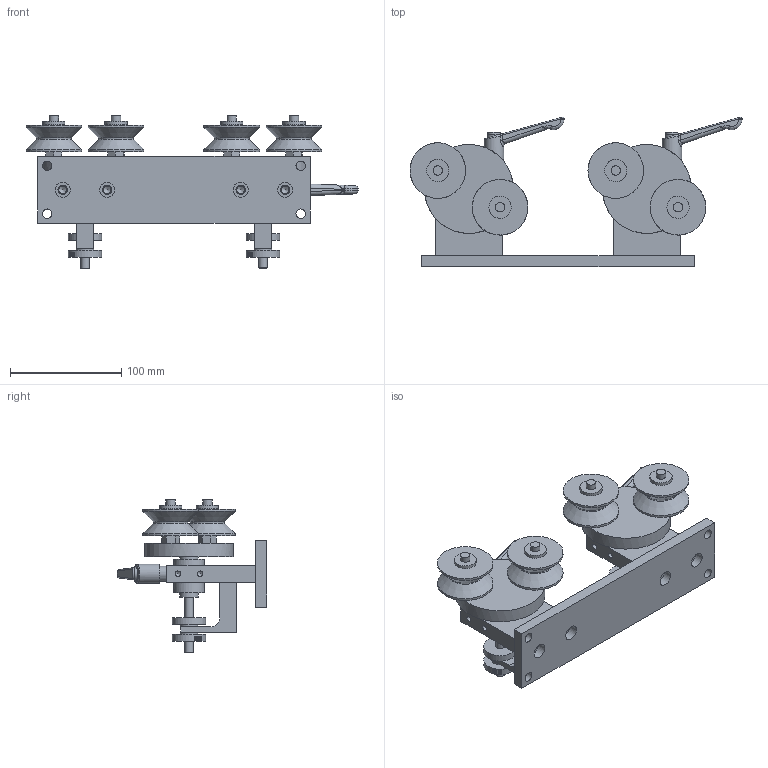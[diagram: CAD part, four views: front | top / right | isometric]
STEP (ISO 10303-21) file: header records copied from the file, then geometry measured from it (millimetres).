
FILE_DESCRIPTION (( 'STEP AP203' ), '1' );
FILE_NAME ('250814 STEP 3-300450-01_8985.STEP', '2025-08-14T05:47:20', ( '' ), ( '' ), 'SwSTEP 2.0', 'SolidWorks 2024', '' );
FILE_SCHEMA (( 'CONFIG_CONTROL_DESIGN' ));
Length unit declared in the file: millimetre
Products named in the file (1): 250814 STEP 3-300450-01_8985
Bounding box: 298.5 x 134.64 x 137 mm (x, y, z)
Volume: 630170.4 mm3; surface area: 155061.4 mm2
Topology: 1 solids, 5 shells, 623 faces, 1472 edges, 961 vertices
Faces by surface type: plane 308, bspline 180, cylinder 104, cone 27, torus 4
Full cylindrical faces by diameter (mm): 5 x4, 6.8 x8, 8 x9, 8.5 x14, 9 x2, 13 x4, 13.5 x6, 16 x4, 17 x3, 17.5 x2, 20 x4, 28 x2, 30 x4, 50 x8, 80 x2
Entity records: 26763 total; most frequent: CARTESIAN_POINT 14324, ORIENTED_EDGE 2566, DIRECTION 2046, EDGE_CURVE 1283, VERTEX_POINT 885, EDGE_LOOP 858, FACE_OUTER_BOUND 703, AXIS2_PLACEMENT_3D 687
